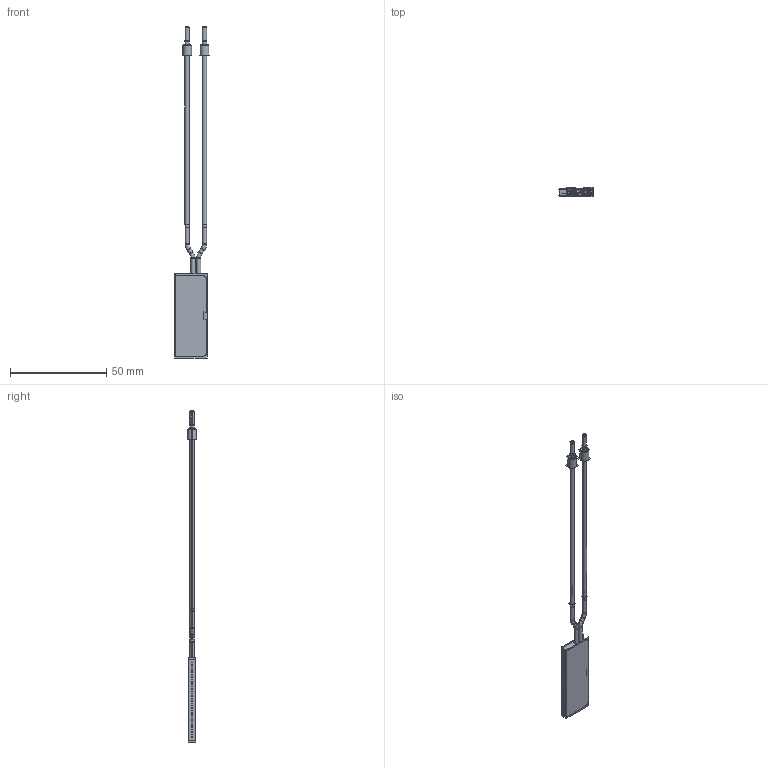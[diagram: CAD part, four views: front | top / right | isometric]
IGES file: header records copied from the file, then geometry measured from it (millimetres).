
Start section:  PTC IGES file: 193344.igs
Global section: file name: 193344.igs; native system: Creo Parametric by Parametric Technology Corporation; preprocessor: 2013230; author: pdmadmin; organization: Unknown; date: 20160302.082314; units: millimetre
Bounding box: 17.69 x 4.76 x 172.35 mm (x, y, z)
Volume: 2739 mm3; surface area: 36887.1 mm2
Topology: 54 solids, 56 shells, 1002 faces, 4746 edges, 6044 vertices
Faces by surface type: revolution 604, bspline 398
